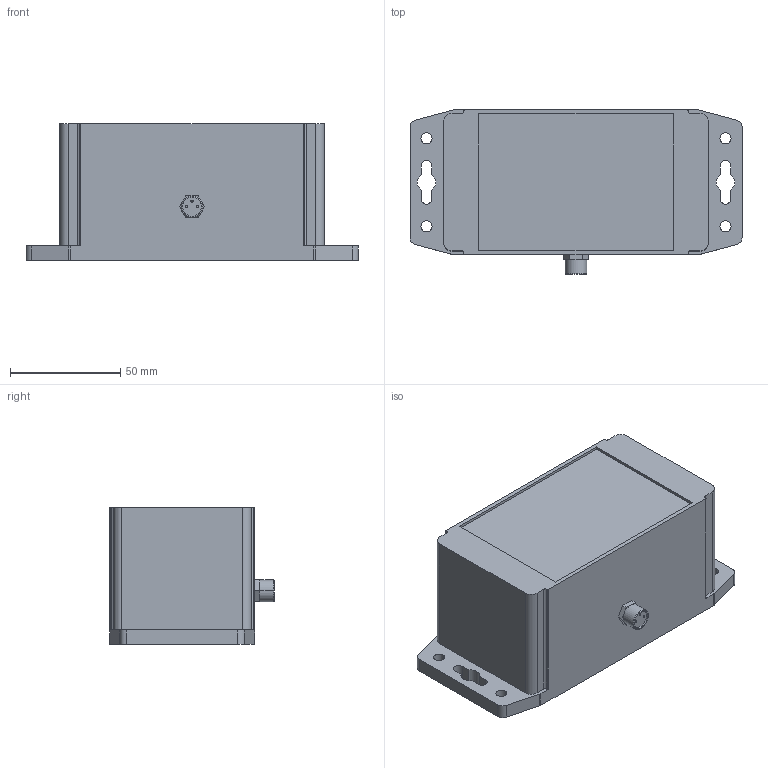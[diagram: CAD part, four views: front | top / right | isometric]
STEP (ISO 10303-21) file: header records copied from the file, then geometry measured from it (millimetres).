
FILE_DESCRIPTION((''),'2;1');
FILE_NAME('ILC33011103','2018-07-16T',('jdw'),(''),'PRO/ENGINEER BY PARAMETRIC TECHNOLOGY CORPORATION, 2013320','PRO/ENGINEER BY PARAMETRIC TECHNOLOGY CORPORATION, 2013320','');
FILE_SCHEMA(('AUTOMOTIVE_DESIGN { 1 0 10303 214 1 1 1 1 }'));
Length unit declared in the file: inch
Products named in the file (1): ILC33011103
Bounding box: 150.77 x 74.68 x 62 mm (x, y, z)
Volume: 489551.9 mm3; surface area: 43368.2 mm2
Topology: 1 solids, 1 shells, 100 faces, 268 edges, 176 vertices
Faces by surface type: plane 52, cylinder 46, cone 2
Entity records: 3338 total; most frequent: DIRECTION 568, CARTESIAN_POINT 546, ORIENTED_EDGE 536, EDGE_CURVE 268, AXIS2_PLACEMENT_3D 200, VERTEX_POINT 176, VECTOR 168, LINE 168
